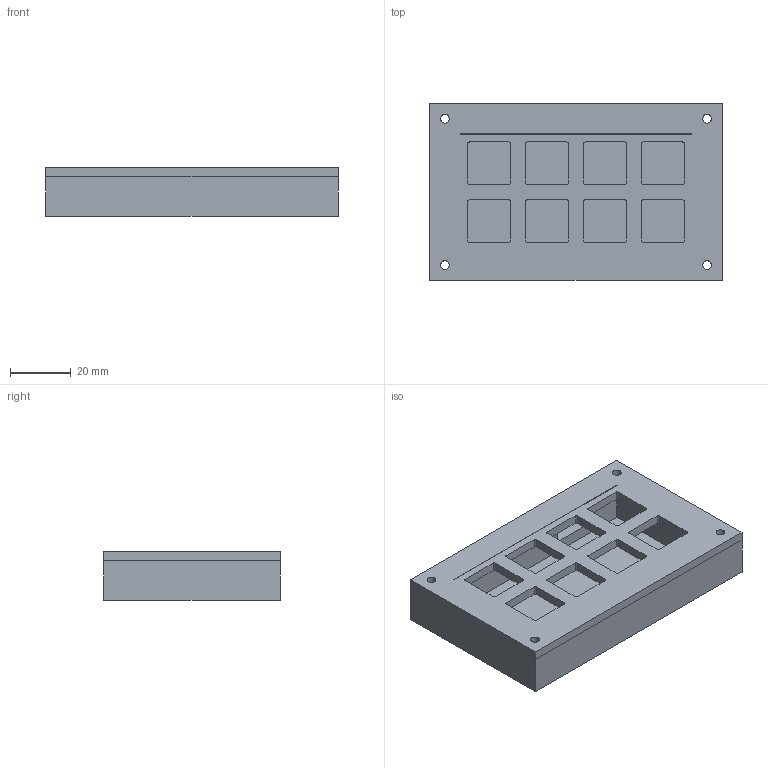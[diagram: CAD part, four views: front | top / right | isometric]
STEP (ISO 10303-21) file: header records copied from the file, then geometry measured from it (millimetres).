
FILE_DESCRIPTION(/* description */ (''),/* implementation_level */ '2;1');
FILE_NAME(/* name */ 'MicroPad Case 3.step',/* time_stamp */ '2024-10-20T12:04:58+08:00',/* author */ (''),/* organization */ (''),/* preprocessor_version */ 'ST-DEVELOPER v20',/* originating_system */ 'Autodesk Translation Framework v13.20.0.188',/* authorisation */ '');
FILE_SCHEMA (('AUTOMOTIVE_DESIGN { 1 0 10303 214 3 1 1 }'));
Length unit declared in the file: millimetre
Products named in the file (1): MicroPad Case
Bounding box: 96.2 x 58.1 x 16 mm (x, y, z)
Volume: 54440.9 mm3; surface area: 28649.3 mm2
Topology: 2 solids, 2 shells, 96 faces, 276 edges, 184 vertices
Faces by surface type: plane 56, cylinder 40
Full cylindrical faces by diameter (mm): 2.9 x8
Entity records: 3260 total; most frequent: CARTESIAN_POINT 557, ORIENTED_EDGE 552, DIRECTION 550, EDGE_CURVE 276, LINE 196, VECTOR 196, VERTEX_POINT 184, AXIS2_PLACEMENT_3D 177
